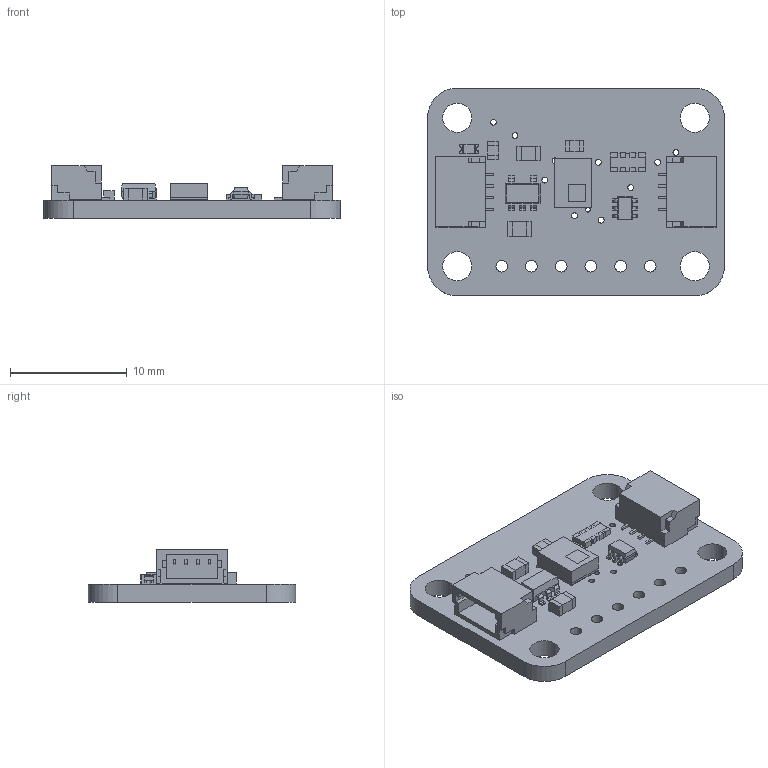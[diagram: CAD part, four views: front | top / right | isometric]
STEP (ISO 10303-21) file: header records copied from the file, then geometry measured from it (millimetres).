
FILE_DESCRIPTION(/* description */ (''),/* implementation_level */ '2;1');
FILE_NAME(/* name */ 'STHS34PF80 IR Presence Sensor.step',/* time_stamp */ '2025-10-13T12:02:12-04:00',/* author */ (''),/* organization */ (''),/* preprocessor_version */ 'ST-DEVELOPER v20.1',/* originating_system */ 'Autodesk Translation Framework v14.17.0.0',/* authorisation */ '');
FILE_SCHEMA (('AUTOMOTIVE_DESIGN { 1 0 10303 214 3 1 1 }'));
Length unit declared in the file: millimetre
Products named in the file (10): PCB Component; Board; 10uF; AP2127K-3.3; 10K; 10K Pack; BSS138; STEMMA_I2C_QT; GREEN; STHS34PF80TR
Assembly tree (12 placements, depth 2):
  PCB Component
    Board
    10uF  x2
    AP2127K-3.3
    10K  x2
    10K Pack
    BSS138
    STEMMA_I2C_QT  x2
    GREEN
    STHS34PF80TR
Bounding box: 25.4 x 17.78 x 4.53 mm (x, y, z)
Volume: 783.9 mm3; surface area: 1631.5 mm2
Topology: 31 solids, 31 shells, 706 faces, 1849 edges, 1216 vertices
Faces by surface type: plane 619, cylinder 83, bspline 4
Full cylindrical faces by diameter (mm): 0.1 x2, 0.15 x2, 0.4 x1, 0.483 x2, 0.5 x14, 1 x6, 2.5 x4
Entity records: 18746 total; most frequent: CARTESIAN_POINT 3218, ORIENTED_EDGE 3066, DIRECTION 2921, EDGE_CURVE 1533, LINE 1359, VECTOR 1359, VERTEX_POINT 1006, AXIS2_PLACEMENT_3D 781
